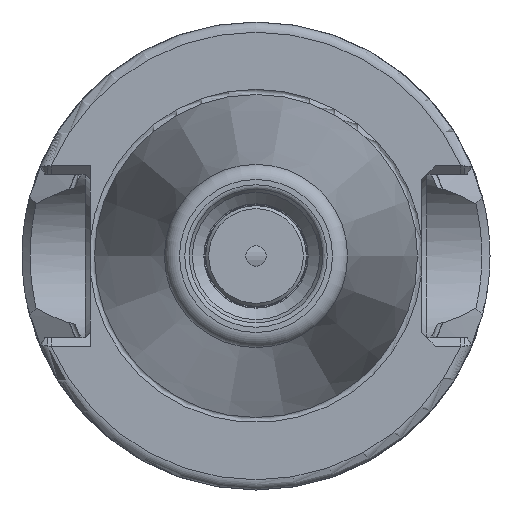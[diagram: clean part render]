
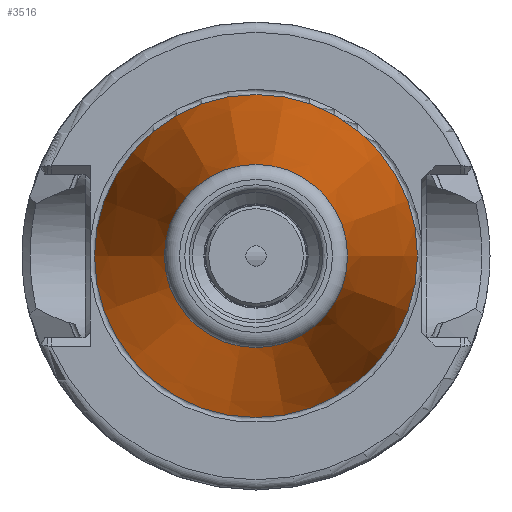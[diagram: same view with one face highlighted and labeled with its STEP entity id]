
A CAD part, left-side view. The second image highlights one B-rep face of the part: STEP entity #3516.
In plain terms, the highlighted conical face has half-angle 8.297 degrees and reference radius 12.439 mm.
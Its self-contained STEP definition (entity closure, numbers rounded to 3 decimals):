
#242=CIRCLE('',#3836,9.004);
#243=CIRCLE('',#3837,9.004);
#244=CIRCLE('',#3838,9.004);
#246=CIRCLE('',#3841,15.875);
#247=CIRCLE('',#3842,15.875);
#400=CONICAL_SURFACE('',#3840,12.439,0.145);
#677=FACE_OUTER_BOUND('',#873,.T.);
#873=EDGE_LOOP('',(#2841,#2842,#2843,#2844,#2845,#2846,#2847));
#1090=LINE('',#6530,#1267);
#1267=VECTOR('',#4586,12.439);
#1541=VERTEX_POINT('',#6518);
#1542=VERTEX_POINT('',#6519);
#1543=VERTEX_POINT('',#6521);
#1544=VERTEX_POINT('',#6526);
#1545=VERTEX_POINT('',#6527);
#2010=EDGE_CURVE('',#1541,#1542,#242,.T.);
#2011=EDGE_CURVE('',#1543,#1541,#243,.T.);
#2012=EDGE_CURVE('',#1542,#1543,#244,.T.);
#2014=EDGE_CURVE('',#1544,#1545,#246,.T.);
#2015=EDGE_CURVE('',#1545,#1544,#247,.T.);
#2016=EDGE_CURVE('',#1545,#1543,#1090,.T.);
#2841=ORIENTED_EDGE('',*,*,#2014,.F.);
#2842=ORIENTED_EDGE('',*,*,#2015,.F.);
#2843=ORIENTED_EDGE('',*,*,#2016,.T.);
#2844=ORIENTED_EDGE('',*,*,#2011,.T.);
#2845=ORIENTED_EDGE('',*,*,#2010,.T.);
#2846=ORIENTED_EDGE('',*,*,#2012,.T.);
#2847=ORIENTED_EDGE('',*,*,#2016,.F.);
#3516=ADVANCED_FACE('',(#677),#400,.T.);
#3836=AXIS2_PLACEMENT_3D('',#6520,#4572,#4573);
#3837=AXIS2_PLACEMENT_3D('',#6522,#4574,#4575);
#3838=AXIS2_PLACEMENT_3D('',#6523,#4576,#4577);
#3840=AXIS2_PLACEMENT_3D('',#6525,#4580,#4581);
#3841=AXIS2_PLACEMENT_3D('',#6528,#4582,#4583);
#3842=AXIS2_PLACEMENT_3D('',#6529,#4584,#4585);
#4572=DIRECTION('center_axis',(1.,0.,0.));
#4573=DIRECTION('ref_axis',(0.,0.,-1.));
#4574=DIRECTION('center_axis',(1.,0.,0.));
#4575=DIRECTION('ref_axis',(0.,0.,-1.));
#4576=DIRECTION('center_axis',(1.,0.,0.));
#4577=DIRECTION('ref_axis',(0.,0.,-1.));
#4580=DIRECTION('center_axis',(1.,0.,0.));
#4581=DIRECTION('ref_axis',(0.,1.,0.));
#4582=DIRECTION('center_axis',(1.,0.,0.));
#4583=DIRECTION('ref_axis',(0.,0.,-1.));
#4584=DIRECTION('center_axis',(1.,0.,0.));
#4585=DIRECTION('ref_axis',(0.,0.,-1.));
#4586=DIRECTION('',(-0.99,0.144,0.));
#6518=CARTESIAN_POINT('',(-47.116,9.004,0.));
#6519=CARTESIAN_POINT('',(-47.116,0.,9.004));
#6520=CARTESIAN_POINT('Origin',(-47.116,0.,
0.));
#6521=CARTESIAN_POINT('',(-47.116,-9.004,0.));
#6522=CARTESIAN_POINT('Origin',(-47.116,0.,
0.));
#6523=CARTESIAN_POINT('Origin',(-47.116,0.,
0.));
#6525=CARTESIAN_POINT('Origin',(-23.558,0.,
0.));
#6526=CARTESIAN_POINT('',(0.,15.875,0.));
#6527=CARTESIAN_POINT('',(0.,-15.875,0.));
#6528=CARTESIAN_POINT('Origin',(0.,0.,
0.));
#6529=CARTESIAN_POINT('Origin',(0.,0.,
0.));
#6530=CARTESIAN_POINT('',(-23.558,-12.439,0.));
